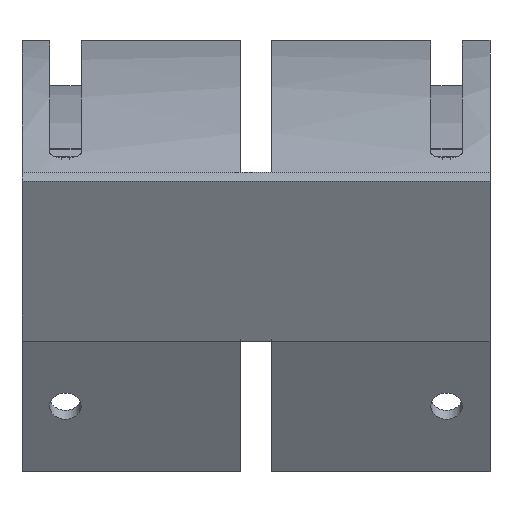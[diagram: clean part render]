
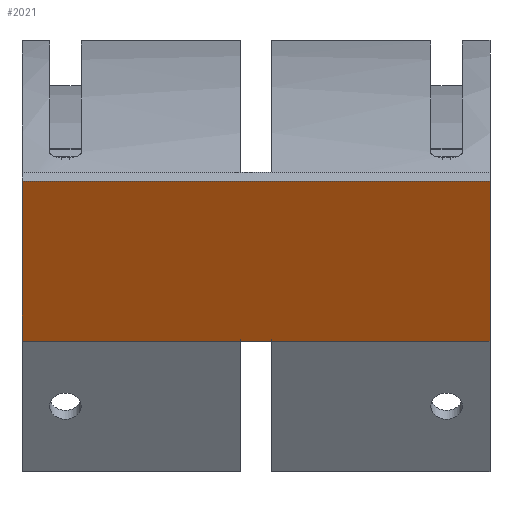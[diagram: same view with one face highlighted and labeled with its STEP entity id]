
A CAD part, front view. The second image highlights one B-rep face of the part: STEP entity #2021.
In plain terms, the highlighted planar face has unit normal (0, -0.875, -0.485).
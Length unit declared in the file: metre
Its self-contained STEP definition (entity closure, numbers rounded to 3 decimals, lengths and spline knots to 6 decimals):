
#101=LINE('',#2967,#281);
#129=LINE('',#3139,#309);
#197=LINE('',#3311,#377);
#198=LINE('',#3315,#378);
#199=LINE('',#3317,#379);
#200=LINE('',#3319,#380);
#281=VECTOR('',#2346,1.);
#309=VECTOR('',#2428,1.);
#377=VECTOR('',#2606,1.);
#378=VECTOR('',#2611,1.);
#379=VECTOR('',#2612,1.);
#380=VECTOR('',#2613,1.);
#712=ORIENTED_EDGE('',*,*,#1072,.F.);
#713=ORIENTED_EDGE('',*,*,#1132,.F.);
#714=ORIENTED_EDGE('',*,*,#1227,.T.);
#715=ORIENTED_EDGE('',*,*,#1229,.T.);
#716=ORIENTED_EDGE('',*,*,#1230,.F.);
#717=ORIENTED_EDGE('',*,*,#1231,.T.);
#1072=EDGE_CURVE('',#1376,#1374,#101,.T.);
#1132=EDGE_CURVE('',#1435,#1376,#129,.T.);
#1227=EDGE_CURVE('',#1435,#1485,#197,.T.);
#1229=EDGE_CURVE('',#1485,#1486,#198,.T.);
#1230=EDGE_CURVE('',#1487,#1486,#199,.T.);
#1231=EDGE_CURVE('',#1487,#1374,#200,.T.);
#1374=VERTEX_POINT('',#2962);
#1376=VERTEX_POINT('',#2966);
#1435=VERTEX_POINT('',#3138);
#1485=VERTEX_POINT('',#3312);
#1486=VERTEX_POINT('',#3316);
#1487=VERTEX_POINT('',#3318);
#1716=EDGE_LOOP('',(#712,#713,#714,#715,#716,#717));
#1848=FACE_BOUND('',#1716,.T.);
#1952=PLANE('',#2191);
#2021=ADVANCED_FACE('',(#1848),#1952,.F.);
#2191=AXIS2_PLACEMENT_3D('',#3314,#2609,#2610);
#2346=DIRECTION('',(-1.,0.,0.));
#2428=DIRECTION('',(0.,0.485,-0.875));
#2606=DIRECTION('',(-1.,0.,0.));
#2609=DIRECTION('',(0.,0.875,0.485));
#2610=DIRECTION('',(0.,-0.485,0.875));
#2611=DIRECTION('',(0.,0.485,-0.875));
#2612=DIRECTION('',(-1.,0.,0.));
#2613=DIRECTION('',(1.,0.,0.));
#2962=CARTESIAN_POINT('',(0.002,-0.055983,0.108611));
#2966=CARTESIAN_POINT('',(0.02965,-0.055983,0.108611));
#2967=CARTESIAN_POINT('',(0.029652,-0.055983,0.108611));
#3138=CARTESIAN_POINT('',(0.02965,-0.067201,0.128849));
#3139=CARTESIAN_POINT('',(0.02965,-0.061592,0.11873));
#3311=CARTESIAN_POINT('',(0.029652,-0.067201,0.128849));
#3312=CARTESIAN_POINT('',(-0.02965,-0.067201,0.128849));
#3314=CARTESIAN_POINT('',(0.029652,-0.061592,0.11873));
#3315=CARTESIAN_POINT('',(-0.02965,-0.061592,0.11873));
#3316=CARTESIAN_POINT('',(-0.02965,-0.055983,0.108611));
#3317=CARTESIAN_POINT('',(0.029652,-0.055983,0.108611));
#3318=CARTESIAN_POINT('',(-0.002,-0.055983,0.108611));
#3319=CARTESIAN_POINT('',(-0.002,-0.055983,0.108611));
